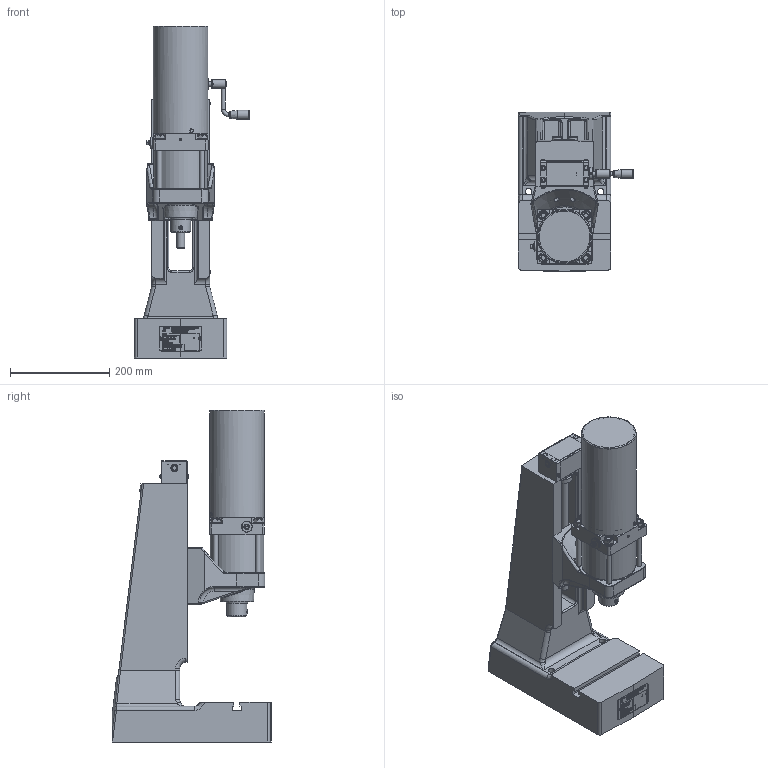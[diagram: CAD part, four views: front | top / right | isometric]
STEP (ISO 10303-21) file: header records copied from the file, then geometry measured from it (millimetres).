
FILE_DESCRIPTION(/* description */ ('Bausatz Ständer T460 N HV-OST'),/* implementation_level */ '2;1');
FILE_NAME(/* name */ 'DRP_0450_040_100.stp',/* time_stamp */ '2017-07-28T07:04:09+02:00',/* author */ ('Finsterle'),/* organization */ (''),/* preprocessor_version */ 'ST-DEVELOPER v16.1',/* originating_system */ 'Autodesk Inventor 2016',/* authorisation */ '');
FILE_SCHEMA (('AUTOMOTIVE_DESIGN { 1 0 10303 214 3 1 1 }'));
Products named in the file (5): ENG-000341-1_V; ENG-000869-1_V; HBF-000760; ENG-000755; HBF-001000_V
Assembly tree (5 placements, depth 2):
  HBF-001000_V
    ENG-000341-1_V
    ENG-000869-1_V
    HBF-000760
    ENG-000755  x2
Bounding box: 231.79 x 321.12 x 668.84 mm (x, y, z)
Volume: 9049619.4 mm3; surface area: 1126491 mm2
Topology: 6 solids, 29 shells, 7678 faces, 20773 edges, 13564 vertices
Faces by surface type: plane 4601, bspline 2170, cylinder 503, cone 235, torus 93, sphere 76
Full cylindrical faces by diameter (mm): 1 x1, 2 x1, 2.459 x2, 3 x9, 3.242 x7, 3.5 x2, 3.65 x4, 4 x10, 4.134 x1, 4.5 x4, 4.917 x6, 5 x3, 6 x4, 6.2 x4, 6.5 x2, 6.647 x1, 8 x7, 8.4 x1, 8.5 x1, 10 x12, 10.02 x1, 10.106 x2, 10.5 x12, 11.8 x2, 12 x7, 13 x8, 13.5 x4, 14 x3, 14.376 x2, 14.95 x3
Entity records: 262731 total; most frequent: CARTESIAN_POINT 79208, ORIENTED_EDGE 40262, DIRECTION 28124, EDGE_CURVE 20119, LINE 13980, VECTOR 13980, VERTEX_POINT 13404, EDGE_LOOP 8652
